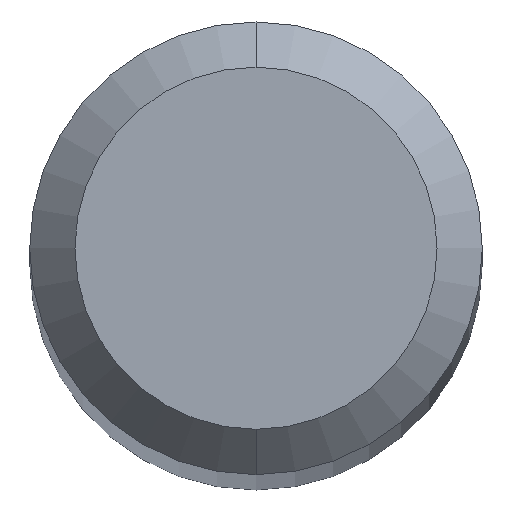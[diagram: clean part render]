
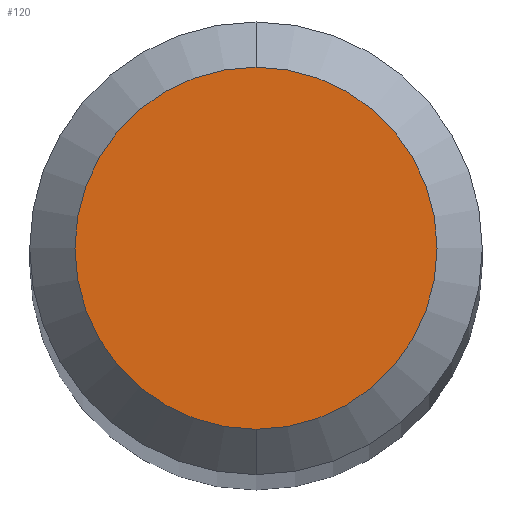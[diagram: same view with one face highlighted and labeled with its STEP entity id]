
A CAD part, top view. The second image highlights one B-rep face of the part: STEP entity #120.
In plain terms, the highlighted planar face has unit normal (0, 0, 1).
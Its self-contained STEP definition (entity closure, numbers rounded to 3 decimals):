
#17 = DIRECTION ( 'NONE',  ( 0., 0., -1. ) ) ;
#18 = EDGE_LOOP ( 'NONE', ( #200, #24 ) ) ;
#19 = DIRECTION ( 'NONE',  ( 0., 0., 1. ) ) ;
#24 = ORIENTED_EDGE ( 'NONE', *, *, #101, .T. ) ;
#44 = CARTESIAN_POINT ( 'NONE',  ( 0., 0., 0. ) ) ;
#62 = PLANE ( 'NONE',  #209 ) ;
#72 = VERTEX_POINT ( 'NONE', #177 ) ;
#79 = AXIS2_PLACEMENT_3D ( 'NONE', #113, #19, #195 ) ;
#82 = FACE_OUTER_BOUND ( 'NONE', #18, .T. ) ;
#85 = EDGE_CURVE ( 'NONE', #140, #72, #86, .T. ) ;
#86 = CIRCLE ( 'NONE', #202, 1.758 ) ;
#101 = EDGE_CURVE ( 'NONE', #72, #140, #173, .T. ) ;
#113 = CARTESIAN_POINT ( 'NONE',  ( 0., 0., 0. ) ) ;
#120 = ADVANCED_FACE ( 'NONE', ( #82 ), #62, .F. ) ;
#127 = DIRECTION ( 'NONE',  ( 0., 0., 1. ) ) ;
#130 = CARTESIAN_POINT ( 'NONE',  ( 0., 1.758, 0. ) ) ;
#140 = VERTEX_POINT ( 'NONE', #130 ) ;
#162 = CARTESIAN_POINT ( 'NONE',  ( 0., 2.197, 0. ) ) ;
#173 = CIRCLE ( 'NONE', #79, 1.758 ) ;
#177 = CARTESIAN_POINT ( 'NONE',  ( 0., -1.758, 0. ) ) ;
#178 = DIRECTION ( 'NONE',  ( 0., 1., 0. ) ) ;
#195 = DIRECTION ( 'NONE',  ( 0., 1., 0. ) ) ;
#199 = DIRECTION ( 'NONE',  ( 0., 1., 0. ) ) ;
#200 = ORIENTED_EDGE ( 'NONE', *, *, #85, .T. ) ;
#202 = AXIS2_PLACEMENT_3D ( 'NONE', #44, #127, #178 ) ;
#209 = AXIS2_PLACEMENT_3D ( 'NONE', #162, #17, #199 ) ;
